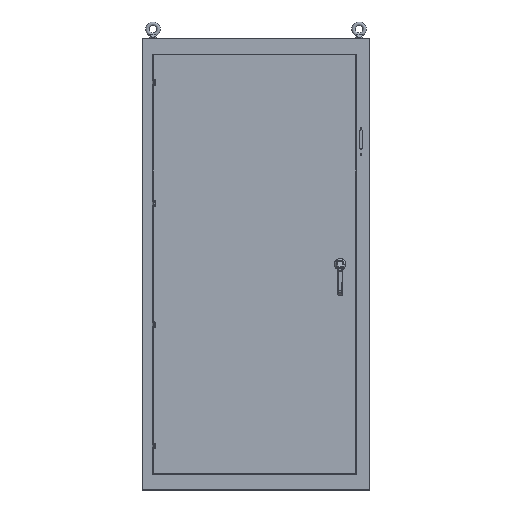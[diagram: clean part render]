
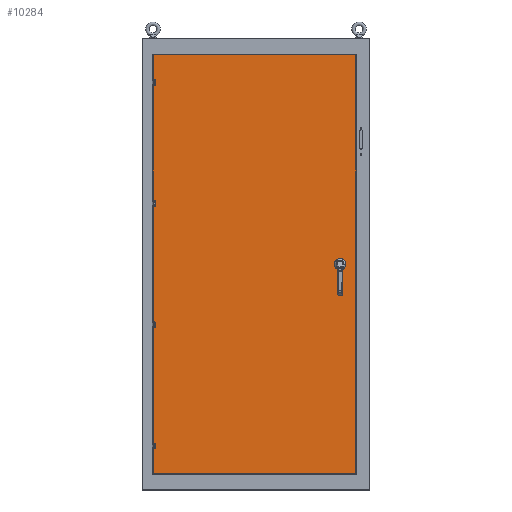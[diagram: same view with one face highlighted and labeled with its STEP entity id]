
A CAD part, top view. The second image highlights one B-rep face of the part: STEP entity #10284.
In plain terms, the highlighted planar face has unit normal (0, 0, 1).
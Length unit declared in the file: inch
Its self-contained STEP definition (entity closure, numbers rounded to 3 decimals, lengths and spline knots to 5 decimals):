
#10284 = ADVANCED_FACE ( 'NONE', ( #125442, #22369 ), #55438, .F. ) ;
#10572 = CIRCLE ( 'NONE', #65877, 0.22146 ) ;
#13246 = ORIENTED_EDGE ( 'NONE', *, *, #23016, .T. ) ;
#14358 = VECTOR ( 'NONE', #29704, 39.37008 ) ;
#14913 = ORIENTED_EDGE ( 'NONE', *, *, #113145, .T. ) ;
#16008 = ORIENTED_EDGE ( 'NONE', *, *, #54081, .T. ) ;
#19698 = LINE ( 'NONE', #20460, #75402 ) ;
#20460 = CARTESIAN_POINT ( 'NONE',  ( -0.2812, -37.1122, 10.058 ) ) ;
#21350 = CARTESIAN_POINT ( 'NONE',  ( -18.23711, 37.1122, 10.058 ) ) ;
#22369 = FACE_OUTER_BOUND ( 'NONE', #85291, .T. ) ;
#23016 = EDGE_CURVE ( 'NONE', #141189, #74395, #111630, .T. ) ;
#27629 = CARTESIAN_POINT ( 'NONE',  ( -18.23711, -37.1122, 10.058 ) ) ;
#28202 = CARTESIAN_POINT ( 'NONE',  ( 17.6747, -37.1122, 10.058 ) ) ;
#29704 = DIRECTION ( 'NONE',  ( 0., 1., 0. ) ) ;
#31193 = EDGE_CURVE ( 'NONE', #97318, #97318, #10572, .T. ) ;
#31308 = VECTOR ( 'NONE', #134415, 39.37008 ) ;
#40757 = VERTEX_POINT ( 'NONE', #27629 ) ;
#42673 = CARTESIAN_POINT ( 'NONE',  ( -0.2812, 0., 10.058 ) ) ;
#51499 = CARTESIAN_POINT ( 'NONE',  ( 17.6747, 0., 10.058 ) ) ;
#53169 = LINE ( 'NONE', #88519, #31308 ) ;
#54081 = EDGE_CURVE ( 'NONE', #121829, #40757, #54942, .T. ) ;
#54942 = LINE ( 'NONE', #100820, #91317 ) ;
#55438 = PLANE ( 'NONE',  #109067 ) ;
#57083 = ORIENTED_EDGE ( 'NONE', *, *, #31193, .T. ) ;
#60276 = EDGE_CURVE ( 'NONE', #40757, #141189, #19698, .T. ) ;
#62372 = DIRECTION ( 'NONE',  ( 0., 0., -1. ) ) ;
#65877 = AXIS2_PLACEMENT_3D ( 'NONE', #96957, #62372, #143564 ) ;
#68253 = DIRECTION ( 'NONE',  ( -1., 0., 0. ) ) ;
#74395 = VERTEX_POINT ( 'NONE', #85377 ) ;
#75402 = VECTOR ( 'NONE', #93357, 39.37008 ) ;
#85291 = EDGE_LOOP ( 'NONE', ( #16008, #112445, #13246, #14913 ) ) ;
#85377 = CARTESIAN_POINT ( 'NONE',  ( 17.6747, 37.1122, 10.058 ) ) ;
#88519 = CARTESIAN_POINT ( 'NONE',  ( -0.2812, 37.1122, 10.058 ) ) ;
#91317 = VECTOR ( 'NONE', #146710, 39.37008 ) ;
#93357 = DIRECTION ( 'NONE',  ( 1., 0., 0. ) ) ;
#96957 = CARTESIAN_POINT ( 'NONE',  ( 14.90699, 0., 10.058 ) ) ;
#97318 = VERTEX_POINT ( 'NONE', #144638 ) ;
#100820 = CARTESIAN_POINT ( 'NONE',  ( -18.23711, 0., 10.058 ) ) ;
#101324 = DIRECTION ( 'NONE',  ( 0., 0., -1. ) ) ;
#109067 = AXIS2_PLACEMENT_3D ( 'NONE', #42673, #101324, #68253 ) ;
#111470 = EDGE_LOOP ( 'NONE', ( #57083 ) ) ;
#111630 = LINE ( 'NONE', #51499, #14358 ) ;
#112445 = ORIENTED_EDGE ( 'NONE', *, *, #60276, .T. ) ;
#113145 = EDGE_CURVE ( 'NONE', #74395, #121829, #53169, .T. ) ;
#121829 = VERTEX_POINT ( 'NONE', #21350 ) ;
#125442 = FACE_BOUND ( 'NONE', #111470, .T. ) ;
#134415 = DIRECTION ( 'NONE',  ( -1., 0., 0. ) ) ;
#141189 = VERTEX_POINT ( 'NONE', #28202 ) ;
#143564 = DIRECTION ( 'NONE',  ( -1., 0., 0. ) ) ;
#144638 = CARTESIAN_POINT ( 'NONE',  ( 14.68553, 0., 10.058 ) ) ;
#146710 = DIRECTION ( 'NONE',  ( 0., -1., 0. ) ) ;
